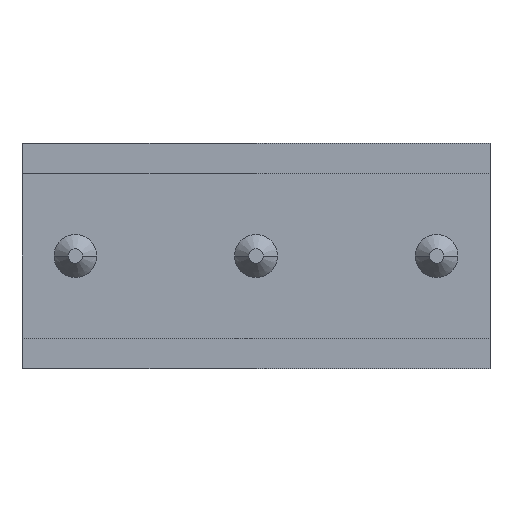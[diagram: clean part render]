
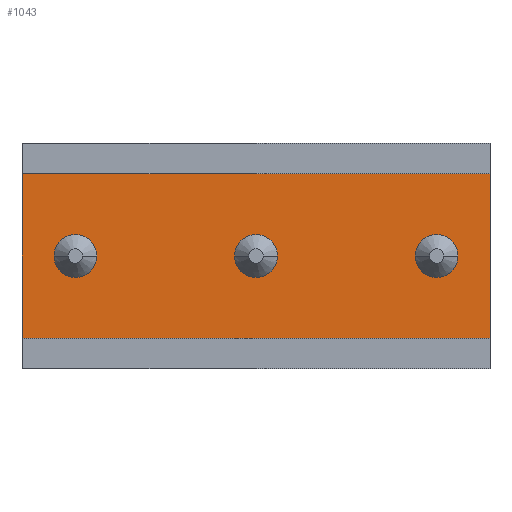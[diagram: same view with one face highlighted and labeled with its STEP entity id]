
A CAD part, front view. The second image highlights one B-rep face of the part: STEP entity #1043.
In plain terms, the highlighted planar face has unit normal (0, -1, 0).
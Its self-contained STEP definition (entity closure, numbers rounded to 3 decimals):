
#211=DIRECTION('',(0.,0.,1.));
#212=VECTOR('',#211,4.63);
#213=CARTESIAN_POINT('',(6.58,-0.9,-2.315));
#214=LINE('',#213,#212);
#227=DIRECTION('',(0.,0.,-1.));
#228=VECTOR('',#227,4.63);
#229=CARTESIAN_POINT('',(-6.58,-0.9,2.315));
#230=LINE('',#229,#228);
#243=DIRECTION('',(-1.,0.,0.));
#244=VECTOR('',#243,13.16);
#245=CARTESIAN_POINT('',(6.58,-0.9,-2.315));
#246=LINE('',#245,#244);
#247=CARTESIAN_POINT('',(-5.08,-0.9,0.));
#248=DIRECTION('',(0.,1.,0.));
#249=DIRECTION('',(1.,0.,0.));
#250=AXIS2_PLACEMENT_3D('',#247,#248,#249);
#252=CARTESIAN_POINT('',(-5.08,-0.9,0.));
#253=DIRECTION('',(0.,1.,0.));
#254=DIRECTION('',(-1.,0.,0.));
#255=AXIS2_PLACEMENT_3D('',#252,#253,#254);
#257=CARTESIAN_POINT('',(0.,-0.9,0.));
#258=DIRECTION('',(0.,1.,0.));
#259=DIRECTION('',(1.,0.,0.));
#260=AXIS2_PLACEMENT_3D('',#257,#258,#259);
#262=CARTESIAN_POINT('',(0.,-0.9,0.));
#263=DIRECTION('',(0.,1.,0.));
#264=DIRECTION('',(-1.,0.,0.));
#265=AXIS2_PLACEMENT_3D('',#262,#263,#264);
#267=CARTESIAN_POINT('',(5.08,-0.9,0.));
#268=DIRECTION('',(0.,1.,0.));
#269=DIRECTION('',(1.,0.,0.));
#270=AXIS2_PLACEMENT_3D('',#267,#268,#269);
#272=CARTESIAN_POINT('',(5.08,-0.9,0.));
#273=DIRECTION('',(0.,1.,0.));
#274=DIRECTION('',(-1.,0.,0.));
#275=AXIS2_PLACEMENT_3D('',#272,#273,#274);
#277=DIRECTION('',(-1.,0.,0.));
#278=VECTOR('',#277,13.16);
#279=CARTESIAN_POINT('',(6.58,-0.9,2.315));
#280=LINE('',#279,#278);
#561=CARTESIAN_POINT('',(-6.58,-0.9,2.315));
#562=CARTESIAN_POINT('',(-6.58,-0.9,-2.315));
#563=VERTEX_POINT('',#561);
#564=VERTEX_POINT('',#562);
#573=CARTESIAN_POINT('',(6.58,-0.9,-2.315));
#574=VERTEX_POINT('',#573);
#575=CARTESIAN_POINT('',(6.58,-0.9,2.315));
#576=VERTEX_POINT('',#575);
#581=CARTESIAN_POINT('',(-4.48,-0.9,0.));
#582=CARTESIAN_POINT('',(-5.68,-0.9,0.));
#583=VERTEX_POINT('',#581);
#584=VERTEX_POINT('',#582);
#641=CARTESIAN_POINT('',(0.6,-0.9,0.));
#642=CARTESIAN_POINT('',(-0.6,-0.9,0.));
#643=VERTEX_POINT('',#641);
#644=VERTEX_POINT('',#642);
#649=CARTESIAN_POINT('',(5.68,-0.9,0.));
#650=CARTESIAN_POINT('',(4.48,-0.9,0.));
#651=VERTEX_POINT('',#649);
#652=VERTEX_POINT('',#650);
#1013=CARTESIAN_POINT('',(6.58,-0.9,-2.315));
#1014=DIRECTION('',(0.,1.,0.));
#1015=DIRECTION('',(0.,0.,1.));
#1016=AXIS2_PLACEMENT_3D('',#1013,#1014,#1015);
#1017=PLANE('',#1016);
#1018=ORIENTED_EDGE('',*,*,#997,.F.);
#1020=ORIENTED_EDGE('',*,*,#1019,.F.);
#1021=ORIENTED_EDGE('',*,*,#962,.F.);
#1022=ORIENTED_EDGE('',*,*,#984,.T.);
#1023=EDGE_LOOP('',(#1018,#1020,#1021,#1022));
#1024=FACE_OUTER_BOUND('',#1023,.F.);
#1026=ORIENTED_EDGE('',*,*,#1025,.F.);
#1028=ORIENTED_EDGE('',*,*,#1027,.F.);
#1029=EDGE_LOOP('',(#1026,#1028));
#1030=FACE_BOUND('',#1029,.F.);
#1032=ORIENTED_EDGE('',*,*,#1031,.F.);
#1034=ORIENTED_EDGE('',*,*,#1033,.F.);
#1035=EDGE_LOOP('',(#1032,#1034));
#1036=FACE_BOUND('',#1035,.F.);
#1038=ORIENTED_EDGE('',*,*,#1037,.F.);
#1040=ORIENTED_EDGE('',*,*,#1039,.F.);
#1041=EDGE_LOOP('',(#1038,#1040));
#1042=FACE_BOUND('',#1041,.F.);
#1043=ADVANCED_FACE('',(#1024,#1030,#1036,#1042),#1017,.F.);
#251=CIRCLE('',#250,0.6);
#256=CIRCLE('',#255,0.6);
#261=CIRCLE('',#260,0.6);
#266=CIRCLE('',#265,0.6);
#271=CIRCLE('',#270,0.6);
#276=CIRCLE('',#275,0.6);
#962=EDGE_CURVE('',#574,#576,#214,.T.);
#984=EDGE_CURVE('',#574,#564,#246,.T.);
#997=EDGE_CURVE('',#563,#564,#230,.T.);
#1019=EDGE_CURVE('',#576,#563,#280,.T.);
#1025=EDGE_CURVE('',#583,#584,#251,.T.);
#1027=EDGE_CURVE('',#584,#583,#256,.T.);
#1031=EDGE_CURVE('',#643,#644,#261,.T.);
#1033=EDGE_CURVE('',#644,#643,#266,.T.);
#1037=EDGE_CURVE('',#651,#652,#271,.T.);
#1039=EDGE_CURVE('',#652,#651,#276,.T.);
